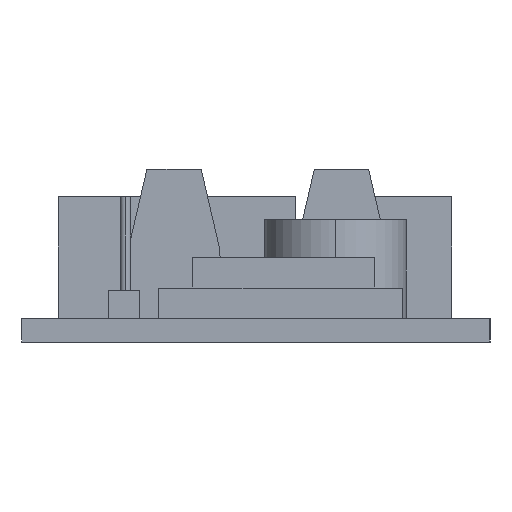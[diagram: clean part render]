
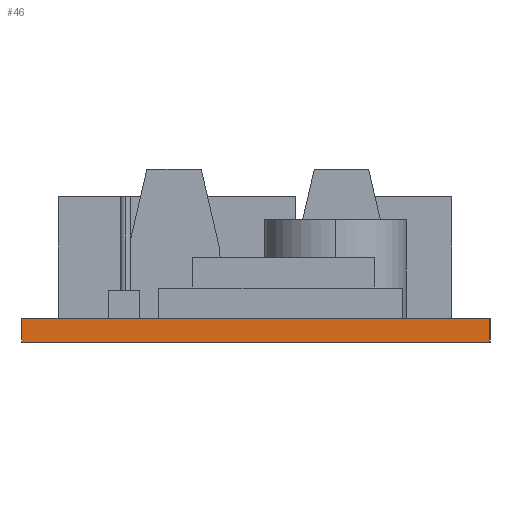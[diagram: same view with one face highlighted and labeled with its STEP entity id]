
A CAD part, left-side view. The second image highlights one B-rep face of the part: STEP entity #46.
In plain terms, the highlighted planar face has unit normal (-1, 0, 0).
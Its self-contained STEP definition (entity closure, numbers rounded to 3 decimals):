
#46=ADVANCED_FACE('',(#149),#1542,.T.);
#149=FACE_OUTER_BOUND('',#252,.T.);
#252=EDGE_LOOP('',(#392,#393,#394,#395));
#392=ORIENTED_EDGE('',*,*,#878,.T.);
#393=ORIENTED_EDGE('',*,*,#871,.T.);
#394=ORIENTED_EDGE('',*,*,#879,.F.);
#395=ORIENTED_EDGE('',*,*,#876,.F.);
#871=EDGE_CURVE('',#1361,#1364,#1173,.T.);
#876=EDGE_CURVE('',#1367,#1368,#1178,.T.);
#878=EDGE_CURVE('',#1367,#1361,#1180,.T.);
#879=EDGE_CURVE('',#1368,#1364,#1181,.T.);
#1173=B_SPLINE_CURVE_WITH_KNOTS('',1,(#2152,#2153),.UNSPECIFIED.,.F.,.F.,
(2,2),(0.,1.55),.UNSPECIFIED.);
#1178=B_SPLINE_CURVE_WITH_KNOTS('',1,(#2162,#2163),.UNSPECIFIED.,.F.,.F.,
(2,2),(0.,1.55),.UNSPECIFIED.);
#1180=B_SPLINE_CURVE_WITH_KNOTS('',1,(#2166,#2167),.UNSPECIFIED.,.F.,.F.,
(2,2),(-30.75,0.),.UNSPECIFIED.);
#1181=B_SPLINE_CURVE_WITH_KNOTS('',1,(#2168,#2169),.UNSPECIFIED.,.F.,.F.,
(2,2),(-30.75,0.),.UNSPECIFIED.);
#1361=VERTEX_POINT('',#1982);
#1364=VERTEX_POINT('',#1985);
#1367=VERTEX_POINT('',#1988);
#1368=VERTEX_POINT('',#1989);
#1542=PLANE('',#1703);
#1703=AXIS2_PLACEMENT_3D('',#1894,#1798,$);
#1798=DIRECTION('',(-1.,0.,0.));
#1894=CARTESIAN_POINT('',(-159.69,-72.56,0.));
#1982=CARTESIAN_POINT('',(-159.69,-41.81,0.));
#1985=CARTESIAN_POINT('',(-159.69,-41.81,-1.55));
#1988=CARTESIAN_POINT('',(-159.69,-72.56,0.));
#1989=CARTESIAN_POINT('',(-159.69,-72.56,-1.55));
#2152=CARTESIAN_POINT('',(-159.69,-41.81,0.));
#2153=CARTESIAN_POINT('',(-159.69,-41.81,-1.55));
#2162=CARTESIAN_POINT('',(-159.69,-72.56,0.));
#2163=CARTESIAN_POINT('',(-159.69,-72.56,-1.55));
#2166=CARTESIAN_POINT('',(-159.69,-72.56,0.));
#2167=CARTESIAN_POINT('',(-159.69,-41.81,0.));
#2168=CARTESIAN_POINT('',(-159.69,-72.56,-1.55));
#2169=CARTESIAN_POINT('',(-159.69,-41.81,-1.55));
